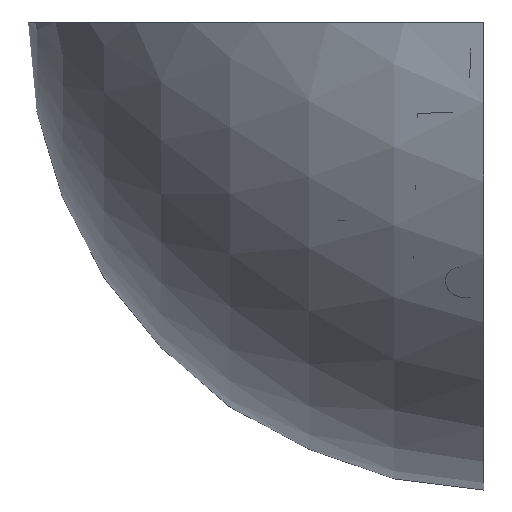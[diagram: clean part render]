
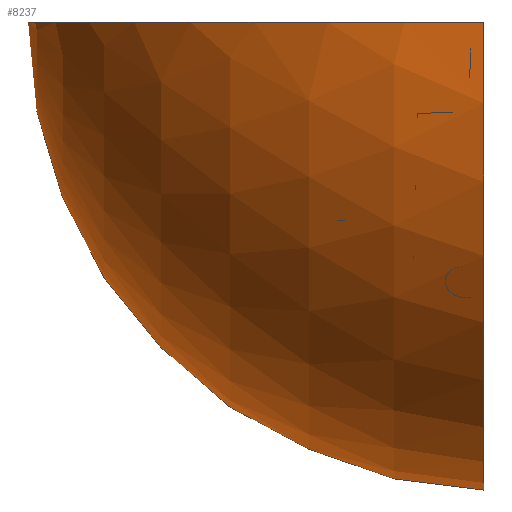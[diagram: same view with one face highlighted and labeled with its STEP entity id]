
A CAD part, left-side view. The second image highlights one B-rep face of the part: STEP entity #8237.
In plain terms, the highlighted spherical face has radius 151.5 mm.
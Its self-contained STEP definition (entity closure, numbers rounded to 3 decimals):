
#347 = AXIS2_PLACEMENT_3D ( 'NONE', #10607, #11882, #17619 ) ;
#829 = VERTEX_POINT ( 'NONE', #2798 ) ;
#927 = CIRCLE ( 'NONE', #347, 151.5 ) ;
#1825 = AXIS2_PLACEMENT_3D ( 'NONE', #16837, #13831, #12814 ) ;
#2108 = FACE_OUTER_BOUND ( 'NONE', #4633, .T. ) ;
#2361 = CARTESIAN_POINT ( 'NONE',  ( 302.947, 0., 4. ) ) ;
#2798 = CARTESIAN_POINT ( 'NONE',  ( 0.053, 0., 4. ) ) ;
#4633 = EDGE_LOOP ( 'NONE', ( #11874, #16143 ) ) ;
#6112 = DIRECTION ( 'NONE',  ( 1., 0., 0. ) ) ;
#6204 = SPHERICAL_SURFACE ( 'NONE', #8198, 151.5 ) ;
#6384 = DIRECTION ( 'NONE',  ( 0., 0., 1. ) ) ;
#6748 = VERTEX_POINT ( 'NONE', #2361 ) ;
#7944 = CIRCLE ( 'NONE', #1825, 151.447 ) ;
#8198 = AXIS2_PLACEMENT_3D ( 'NONE', #16125, #6384, #6112 ) ;
#8237 = ADVANCED_FACE ( 'NONE', ( #2108 ), #6204, .T. ) ;
#8759 = EDGE_CURVE ( 'NONE', #6748, #829, #927, .T. ) ;
#10607 = CARTESIAN_POINT ( 'NONE',  ( 151.5, 0., 0. ) ) ;
#11874 = ORIENTED_EDGE ( 'NONE', *, *, #8759, .T. ) ;
#11882 = DIRECTION ( 'NONE',  ( 0., -1., 0. ) ) ;
#12814 = DIRECTION ( 'NONE',  ( -1., 0., 0. ) ) ;
#13161 = EDGE_CURVE ( 'NONE', #6748, #829, #7944, .T. ) ;
#13831 = DIRECTION ( 'NONE',  ( 0., 0., -1. ) ) ;
#16125 = CARTESIAN_POINT ( 'NONE',  ( 151.5, 0., 0. ) ) ;
#16143 = ORIENTED_EDGE ( 'NONE', *, *, #13161, .F. ) ;
#16837 = CARTESIAN_POINT ( 'NONE',  ( 151.5, 0., 4. ) ) ;
#17619 = DIRECTION ( 'NONE',  ( 0., 0., -1. ) ) ;
